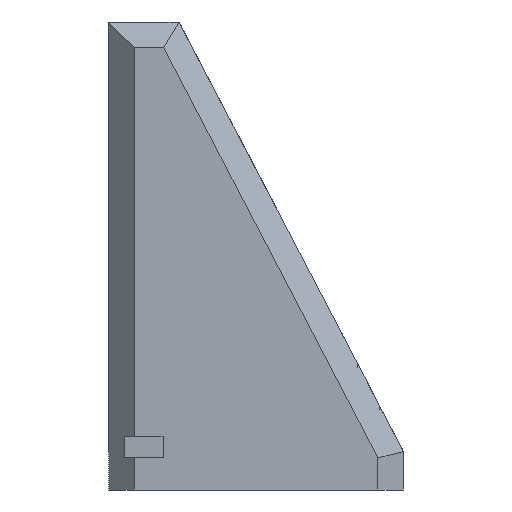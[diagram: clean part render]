
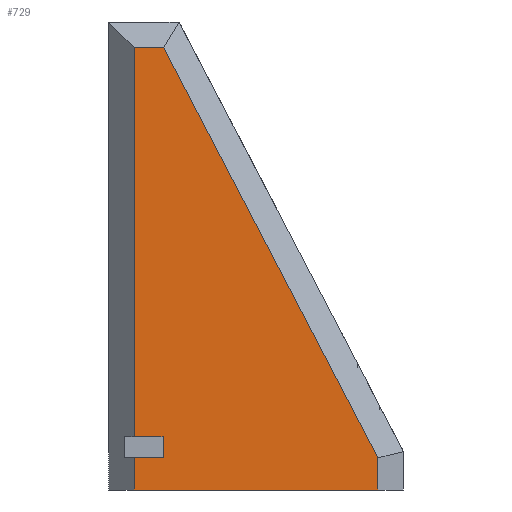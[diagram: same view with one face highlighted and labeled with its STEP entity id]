
A CAD part, left-side view. The second image highlights one B-rep face of the part: STEP entity #729.
In plain terms, the highlighted planar face has unit normal (-1, 0, 0).
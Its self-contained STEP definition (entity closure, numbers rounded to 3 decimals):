
#79 = FACE_OUTER_BOUND ( 'NONE', #889, .T. ) ;
#128 = CARTESIAN_POINT ( 'NONE',  ( -43., 14.5, 5. ) ) ;
#138 = VECTOR ( 'NONE', #3639, 1000. ) ;
#140 = CARTESIAN_POINT ( 'NONE',  ( -43., -19., 0. ) ) ;
#319 = EDGE_CURVE ( 'NONE', #1398, #996, #457, .T. ) ;
#393 = LINE ( 'NONE', #2520, #3035 ) ;
#457 = LINE ( 'NONE', #128, #4399 ) ;
#474 = DIRECTION ( 'NONE',  ( 0., 0., -1. ) ) ;
#599 = EDGE_CURVE ( 'NONE', #1890, #1398, #3440, .T. ) ;
#627 = EDGE_CURVE ( 'NONE', #1619, #4029, #2720, .T. ) ;
#658 = DIRECTION ( 'NONE',  ( 0., 0.463, 0.886 ) ) ;
#729 = ADVANCED_FACE ( 'NONE', ( #79 ), #819, .F. ) ;
#767 = CARTESIAN_POINT ( 'NONE',  ( -43., 19., 5. ) ) ;
#819 = PLANE ( 'NONE',  #1996 ) ;
#876 = CARTESIAN_POINT ( 'NONE',  ( -43., 19., 6. ) ) ;
#889 = EDGE_LOOP ( 'NONE', ( #3565, #2841, #1760, #3871, #3655, #4417, #4400, #1424, #4487 ) ) ;
#922 = LINE ( 'NONE', #2314, #138 ) ;
#985 = VERTEX_POINT ( 'NONE', #3952 ) ;
#996 = VERTEX_POINT ( 'NONE', #767 ) ;
#1282 = CARTESIAN_POINT ( 'NONE',  ( -43., 14.423, 69. ) ) ;
#1373 = VERTEX_POINT ( 'NONE', #2008 ) ;
#1398 = VERTEX_POINT ( 'NONE', #3432 ) ;
#1424 = ORIENTED_EDGE ( 'NONE', *, *, #1823, .T. ) ;
#1425 = EDGE_CURVE ( 'NONE', #1619, #985, #1449, .T. ) ;
#1436 = CARTESIAN_POINT ( 'NONE',  ( -43., 19., 0. ) ) ;
#1449 = LINE ( 'NONE', #2867, #2028 ) ;
#1458 = EDGE_CURVE ( 'NONE', #1890, #1373, #922, .T. ) ;
#1466 = LINE ( 'NONE', #1809, #2894 ) ;
#1559 = VECTOR ( 'NONE', #4193, 1000. ) ;
#1619 = VERTEX_POINT ( 'NONE', #1829 ) ;
#1760 = ORIENTED_EDGE ( 'NONE', *, *, #319, .T. ) ;
#1809 = CARTESIAN_POINT ( 'NONE',  ( -43., 19., 6. ) ) ;
#1823 = EDGE_CURVE ( 'NONE', #4029, #3346, #393, .T. ) ;
#1829 = CARTESIAN_POINT ( 'NONE',  ( -43., -19., 5.018 ) ) ;
#1846 = VECTOR ( 'NONE', #658, 1000. ) ;
#1890 = VERTEX_POINT ( 'NONE', #3889 ) ;
#1925 = DIRECTION ( 'NONE',  ( 0., 0., -1. ) ) ;
#1996 = AXIS2_PLACEMENT_3D ( 'NONE', #3598, #2903, #474 ) ;
#2008 = CARTESIAN_POINT ( 'NONE',  ( -43., 19., 8.3 ) ) ;
#2028 = VECTOR ( 'NONE', #4323, 1000. ) ;
#2143 = CARTESIAN_POINT ( 'NONE',  ( -43., 14.5, 8.3 ) ) ;
#2314 = CARTESIAN_POINT ( 'NONE',  ( -43., 14.5, 8.3 ) ) ;
#2323 = EDGE_CURVE ( 'NONE', #3404, #985, #3243, .T. ) ;
#2478 = DIRECTION ( 'NONE',  ( 0., 1., 0. ) ) ;
#2520 = CARTESIAN_POINT ( 'NONE',  ( -43., 19., 69. ) ) ;
#2609 = VECTOR ( 'NONE', #1925, 1000. ) ;
#2720 = LINE ( 'NONE', #3464, #1846 ) ;
#2841 = ORIENTED_EDGE ( 'NONE', *, *, #599, .T. ) ;
#2867 = CARTESIAN_POINT ( 'NONE',  ( -43., -19., 6. ) ) ;
#2884 = DIRECTION ( 'NONE',  ( 0., 1., 0. ) ) ;
#2885 = DIRECTION ( 'NONE',  ( 0., 0., -1. ) ) ;
#2894 = VECTOR ( 'NONE', #2885, 1000. ) ;
#2898 = DIRECTION ( 'NONE',  ( 0., -1., 0. ) ) ;
#2903 = DIRECTION ( 'NONE',  ( 1., 0., 0. ) ) ;
#2977 = EDGE_CURVE ( 'NONE', #996, #3404, #1466, .T. ) ;
#3035 = VECTOR ( 'NONE', #2478, 1000. ) ;
#3178 = EDGE_CURVE ( 'NONE', #3346, #1373, #4405, .T. ) ;
#3243 = LINE ( 'NONE', #140, #4435 ) ;
#3346 = VERTEX_POINT ( 'NONE', #3537 ) ;
#3404 = VERTEX_POINT ( 'NONE', #1436 ) ;
#3432 = CARTESIAN_POINT ( 'NONE',  ( -43., 14.5, 5. ) ) ;
#3440 = LINE ( 'NONE', #2143, #1559 ) ;
#3464 = CARTESIAN_POINT ( 'NONE',  ( -43., -18.597, 5.79 ) ) ;
#3537 = CARTESIAN_POINT ( 'NONE',  ( -43., 19., 69. ) ) ;
#3565 = ORIENTED_EDGE ( 'NONE', *, *, #1458, .F. ) ;
#3598 = CARTESIAN_POINT ( 'NONE',  ( -43., -19., 6. ) ) ;
#3639 = DIRECTION ( 'NONE',  ( 0., 1., 0. ) ) ;
#3655 = ORIENTED_EDGE ( 'NONE', *, *, #2323, .T. ) ;
#3871 = ORIENTED_EDGE ( 'NONE', *, *, #2977, .T. ) ;
#3889 = CARTESIAN_POINT ( 'NONE',  ( -43., 14.5, 8.3 ) ) ;
#3952 = CARTESIAN_POINT ( 'NONE',  ( -43., -19., 0. ) ) ;
#4029 = VERTEX_POINT ( 'NONE', #1282 ) ;
#4193 = DIRECTION ( 'NONE',  ( 0., 0., -1. ) ) ;
#4323 = DIRECTION ( 'NONE',  ( 0., 0., -1. ) ) ;
#4399 = VECTOR ( 'NONE', #2884, 1000. ) ;
#4400 = ORIENTED_EDGE ( 'NONE', *, *, #627, .T. ) ;
#4405 = LINE ( 'NONE', #876, #2609 ) ;
#4417 = ORIENTED_EDGE ( 'NONE', *, *, #1425, .F. ) ;
#4435 = VECTOR ( 'NONE', #2898, 1000. ) ;
#4487 = ORIENTED_EDGE ( 'NONE', *, *, #3178, .T. ) ;
